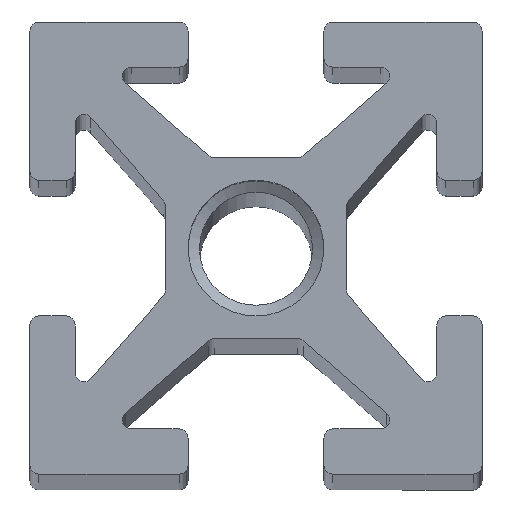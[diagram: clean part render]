
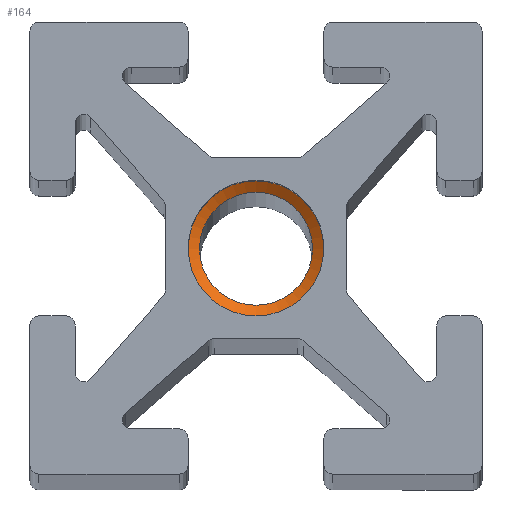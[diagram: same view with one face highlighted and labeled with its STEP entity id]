
A CAD part, top view. The second image highlights one B-rep face of the part: STEP entity #164.
In plain terms, the highlighted free-form (B-spline) face has degree [1, 2] with [2, 9] control points.
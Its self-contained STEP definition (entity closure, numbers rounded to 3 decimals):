
#116=CARTESIAN_POINT('',(-1.5,0.,192.0));
#117=CARTESIAN_POINT('',(-1.25,0.,191.85));
#118=CARTESIAN_POINT('',(-1.5,-1.5,192.0));
#119=CARTESIAN_POINT('',(-1.25,-1.25,191.85));
#120=CARTESIAN_POINT('',(0.,-1.5,192.0));
#121=CARTESIAN_POINT('',(0.,-1.25,191.85));
#122=CARTESIAN_POINT('',(1.5,-1.5,192.0));
#123=CARTESIAN_POINT('',(1.25,-1.25,191.85));
#124=CARTESIAN_POINT('',(1.5,0.,192.0));
#125=CARTESIAN_POINT('',(1.25,0.,191.85));
#126=CARTESIAN_POINT('',(1.5,1.5,192.0));
#127=CARTESIAN_POINT('',(1.25,1.25,191.85));
#128=CARTESIAN_POINT('',(0.,1.5,192.0));
#129=CARTESIAN_POINT('',(0.,1.25,191.85));
#130=CARTESIAN_POINT('',(-1.5,1.5,192.0));
#131=CARTESIAN_POINT('',(-1.25,1.25,191.85));
#132=CARTESIAN_POINT('',(-1.5,0.,192.0));
#133=CARTESIAN_POINT('',(-1.25,0.,191.85));
#141=(BOUNDED_SURFACE()B_SPLINE_SURFACE(1,2,((#116,#118,#120,#122,#124,#126,#128,#130,#132),(#117,#119,#121,#123,#125,#127,#129,#131,#133)),.UNSPECIFIED.,.F.,.T.,.U.)B_SPLINE_SURFACE_WITH_KNOTS((2,2),(3,2,2,2,3),(-1.167,-0.778),(0.0,1.178,2.356,3.534,4.712),.UNSPECIFIED.)GEOMETRIC_REPRESENTATION_ITEM()RATIONAL_B_SPLINE_SURFACE(((1.0,0.707,1.0,0.707,1.0,0.707,1.0,0.707,1.0),(1.0,0.707,1.0,0.707,1.0,0.707,1.0,0.707,1.0)))REPRESENTATION_ITEM('')SURFACE());
#142=CARTESIAN_POINT('',(-1.25,0.,191.85));
#143=VERTEX_POINT('',#142);
#144=CARTESIAN_POINT('',(0.0,0.0,191.85));
#145=DIRECTION('',(0.0,0.0,1.0));
#146=DIRECTION('',(1.0,0.0,0.0));
#147=AXIS2_PLACEMENT_3D('',#144,#145,#146);
#148=CIRCLE('',#147,1.25);
#149=EDGE_CURVE('',#143,#143,#148,.T.);
#150=ORIENTED_EDGE('',*,*,#149,.F.);
#151=EDGE_LOOP('',(#150));
#152=FACE_OUTER_BOUND('',#151,.T.);
#153=CARTESIAN_POINT('',(1.5,0.,192.0));
#154=VERTEX_POINT('',#153);
#155=CARTESIAN_POINT('',(0.0,0.,192.0));
#156=DIRECTION('',(0.0,0.0,1.0));
#157=DIRECTION('',(1.0,0.0,0.0));
#158=AXIS2_PLACEMENT_3D('',#155,#156,#157);
#159=CIRCLE('',#158,1.5);
#160=EDGE_CURVE('',#154,#154,#159,.T.);
#161=ORIENTED_EDGE('',*,*,#160,.T.);
#162=EDGE_LOOP('',(#161));
#163=FACE_BOUND('',#162,.T.);
#164=ADVANCED_FACE('',(#152,#163),#141,.F.);
